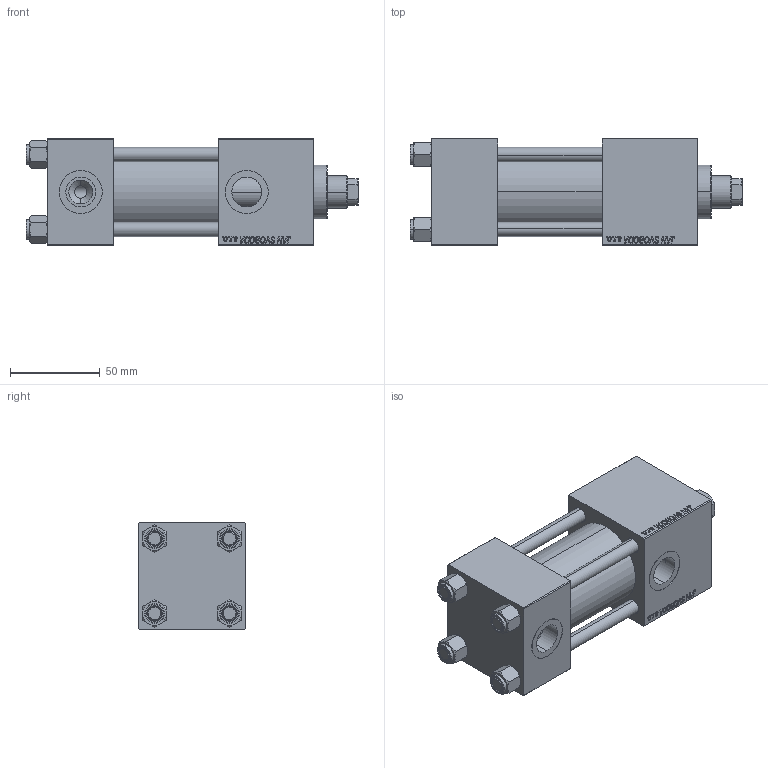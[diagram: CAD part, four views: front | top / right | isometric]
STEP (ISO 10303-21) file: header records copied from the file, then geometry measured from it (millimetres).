
FILE_DESCRIPTION (( 'STEP AP203' ), '1' );
FILE_NAME ('5856.STEP', '2025-01-31T11:43:43', ( '' ), ( '' ), 'SwSTEP 2.0', 'SolidWorks 2019', '' );
FILE_SCHEMA (( 'CONFIG_CONTROL_DESIGN' ));
Length unit declared in the file: millimetre
Products named in the file (6): 5856; V215CR_VCP_C 866c822c4ad126d5b3c97f078ff22793; V215CR_C_Body 866c822c4ad126d5b3c97f078ff22793; NUT_M5_C 866c822c4ad126d5b3c97f078ff22793; V215_VC_A 866c822c4ad126d5b3c97f078ff22793; V215CR_C_TYCINKA 866c822c4ad126d5b3c97f078ff22793
Assembly tree (11 placements, depth 2):
  5856
    V215CR_C_Body 866c822c4ad126d5b3c97f078ff22793
    V215CR_VCP_C 866c822c4ad126d5b3c97f078ff22793
    NUT_M5_C 866c822c4ad126d5b3c97f078ff22793  x4
    V215CR_C_TYCINKA 866c822c4ad126d5b3c97f078ff22793  x4
    V215_VC_A 866c822c4ad126d5b3c97f078ff22793
Bounding box: 185 x 60 x 60 mm (x, y, z)
Volume: 402489.7 mm3; surface area: 105328.8 mm2
Topology: 11 solids, 11 shells, 1149 faces, 2878 edges, 1867 vertices
Faces by surface type: plane 526, bspline 392, cone 136, cylinder 87, torus 8
Entity records: 50242 total; most frequent: CARTESIAN_POINT 27109, ORIENTED_EDGE 5248, DIRECTION 3308, EDGE_CURVE 2624, VERTEX_POINT 1723, LINE 1592, VECTOR 1592, EDGE_LOOP 1157
